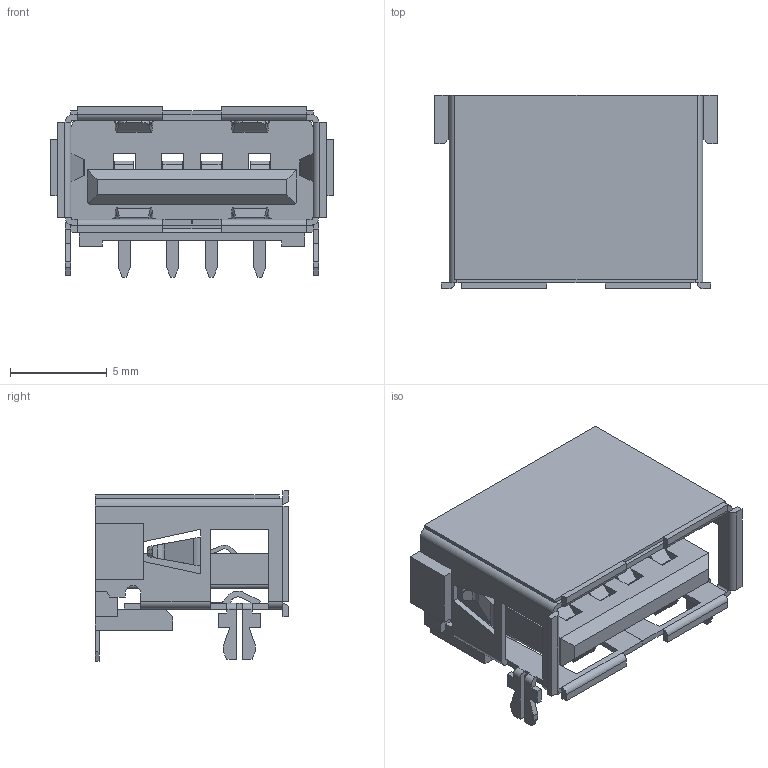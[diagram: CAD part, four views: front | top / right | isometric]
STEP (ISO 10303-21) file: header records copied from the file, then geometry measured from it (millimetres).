
FILE_DESCRIPTION( ( 'Unknown' ), '1' );
FILE_NAME( '614104150121.stp', 'Unknown', ( 'Unknown' ), ( 'Unknown' ), 'PSStep 17.0.49', 'Unknown', ' ' );
FILE_SCHEMA( ( 'AUTOMOTIVE_DESIGN { 1 0 10303 214 1 1 1 1 }' ) );
Length unit declared in the file: millimetre
Products named in the file (5): Assem1; 614104150121; 614104150121_Pin; Mylar
Assembly tree (7 placements, depth 2):
  Assem1
    614104150121
    614104150121
    614104150121_Pin  x4
    Mylar
Bounding box: 14.6 x 10 x 8.82 mm (x, y, z)
Volume: 335.4 mm3; surface area: 1687 mm2
Topology: 7 solids, 7 shells, 648 faces, 1837 edges, 1192 vertices
Faces by surface type: plane 534, cylinder 114
Entity records: 20419 total; most frequent: CARTESIAN_POINT 2899, ORIENTED_EDGE 2894, DIRECTION 2653, EDGE_CURVE 1447, LINE 1265, VECTOR 1265, VERTEX_POINT 940, AXIS2_PLACEMENT_3D 694
